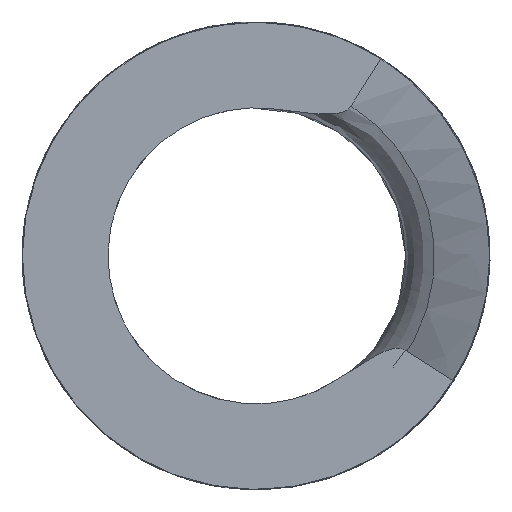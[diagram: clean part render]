
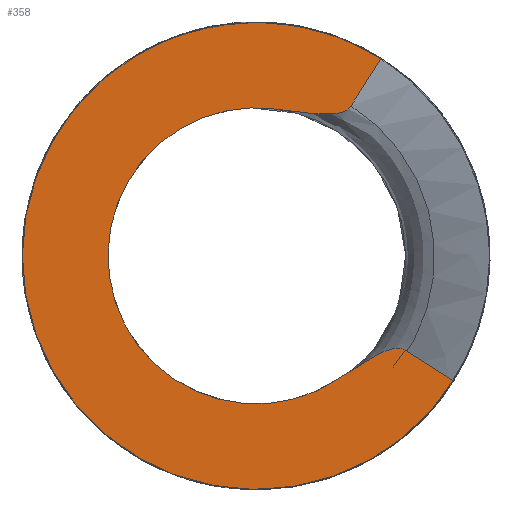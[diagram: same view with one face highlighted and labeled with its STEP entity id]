
A CAD part, front view. The second image highlights one B-rep face of the part: STEP entity #358.
In plain terms, the highlighted planar face has unit normal (0, -1, 0).
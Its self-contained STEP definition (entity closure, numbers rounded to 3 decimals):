
#23=PLANE('',#398);
#42=FACE_OUTER_BOUND('',#62,.T.);
#62=EDGE_LOOP('',(#277,#278,#279,#280,#281,#282,#283));
#73=CIRCLE('',#383,2.534);
#78=CIRCLE('',#397,4.);
#79=CIRCLE('',#399,4.);
#103=B_SPLINE_CURVE_WITH_KNOTS('',3,(#859,#860,#861,#862,#863,#864,#865,
#866,#867,#868),.UNSPECIFIED.,.F.,.F.,(4,2,2,2,4),(0.,0.008,
0.018,0.036,0.092),.UNSPECIFIED.);
#104=B_SPLINE_CURVE_WITH_KNOTS('',3,(#869,#870,#871,#872,#873,#874,#875,
#876,#877,#878,#879,#880,#881,#882,#883,#884),.UNSPECIFIED.,.F.,.F.,(4,
2,2,2,2,2,2,4),(0.,0.026,0.051,0.074,
0.105,0.119,0.126,0.132),
 .UNSPECIFIED.);
#125=LINE('',#854,#139);
#126=LINE('',#858,#140);
#139=VECTOR('',#456,10.);
#140=VECTOR('',#459,10.);
#144=VERTEX_POINT('',#484);
#145=VERTEX_POINT('',#491);
#167=VERTEX_POINT('',#809);
#169=VERTEX_POINT('',#812);
#170=VERTEX_POINT('',#853);
#171=VERTEX_POINT('',#855);
#172=VERTEX_POINT('',#857);
#180=EDGE_CURVE('',#145,#144,#73,.T.);
#211=EDGE_CURVE('',#167,#169,#78,.T.);
#214=EDGE_CURVE('',#170,#169,#125,.T.);
#215=EDGE_CURVE('',#171,#167,#79,.T.);
#216=EDGE_CURVE('',#171,#172,#126,.T.);
#217=EDGE_CURVE('',#172,#145,#103,.T.);
#218=EDGE_CURVE('',#144,#170,#104,.T.);
#277=ORIENTED_EDGE('',*,*,#214,.T.);
#278=ORIENTED_EDGE('',*,*,#211,.F.);
#279=ORIENTED_EDGE('',*,*,#215,.F.);
#280=ORIENTED_EDGE('',*,*,#216,.T.);
#281=ORIENTED_EDGE('',*,*,#217,.T.);
#282=ORIENTED_EDGE('',*,*,#180,.T.);
#283=ORIENTED_EDGE('',*,*,#218,.T.);
#358=ADVANCED_FACE('',(#42),#23,.T.);
#383=AXIS2_PLACEMENT_3D('',#492,#414,#415);
#397=AXIS2_PLACEMENT_3D('',#813,#452,#453);
#398=AXIS2_PLACEMENT_3D('',#852,#454,#455);
#399=AXIS2_PLACEMENT_3D('',#856,#457,#458);
#414=DIRECTION('center_axis',(0.,1.,0.));
#415=DIRECTION('ref_axis',(-1.,0.,0.));
#452=DIRECTION('center_axis',(0.,1.,0.));
#453=DIRECTION('ref_axis',(1.,0.,0.));
#454=DIRECTION('center_axis',(0.,-1.,0.));
#455=DIRECTION('ref_axis',(0.,0.,-1.));
#456=DIRECTION('',(0.535,0.,0.845));
#457=DIRECTION('center_axis',(0.,1.,0.));
#458=DIRECTION('ref_axis',(1.,0.,0.));
#459=DIRECTION('',(-0.845,0.,0.535));
#484=CARTESIAN_POINT('',(0.336,-54.835,2.512));
#491=CARTESIAN_POINT('',(1.401,-54.835,-2.111));
#492=CARTESIAN_POINT('Origin',(0.,-54.835,
0.));
#809=CARTESIAN_POINT('',(-4.,-54.835,0.));
#812=CARTESIAN_POINT('',(2.141,-54.835,3.379));
#813=CARTESIAN_POINT('Origin',(0.,-54.835,0.));
#852=CARTESIAN_POINT('Origin',(0.,-54.835,0.));
#853=CARTESIAN_POINT('',(1.625,-54.835,2.564));
#854=CARTESIAN_POINT('',(0.535,-54.835,0.845));
#855=CARTESIAN_POINT('',(3.379,-54.835,-2.141));
#856=CARTESIAN_POINT('Origin',(0.,-54.835,0.));
#857=CARTESIAN_POINT('',(2.552,-54.835,-1.617));
#858=CARTESIAN_POINT('',(3.379,-54.835,-2.141));
#859=CARTESIAN_POINT('Ctrl Pts',(2.552,-54.835,-1.617));
#860=CARTESIAN_POINT('Ctrl Pts',(2.53,-54.835,-1.603));
#861=CARTESIAN_POINT('Ctrl Pts',(2.506,-54.835,-1.594));
#862=CARTESIAN_POINT('Ctrl Pts',(2.447,-54.835,-1.582));
#863=CARTESIAN_POINT('Ctrl Pts',(2.411,-54.835,-1.582));
#864=CARTESIAN_POINT('Ctrl Pts',(2.32,-54.835,-1.593));
#865=CARTESIAN_POINT('Ctrl Pts',(2.26,-54.835,-1.612));
#866=CARTESIAN_POINT('Ctrl Pts',(2.033,-54.835,-1.702));
#867=CARTESIAN_POINT('Ctrl Pts',(1.81,-54.835,-1.84));
#868=CARTESIAN_POINT('Ctrl Pts',(1.402,-54.835,-2.111));
#869=CARTESIAN_POINT('Ctrl Pts',(0.336,-54.835,2.512));
#870=CARTESIAN_POINT('Ctrl Pts',(0.423,-54.835,2.5));
#871=CARTESIAN_POINT('Ctrl Pts',(0.529,-54.835,2.486));
#872=CARTESIAN_POINT('Ctrl Pts',(0.707,-54.835,2.464));
#873=CARTESIAN_POINT('Ctrl Pts',(0.804,-54.835,2.452));
#874=CARTESIAN_POINT('Ctrl Pts',(0.974,-54.835,2.436));
#875=CARTESIAN_POINT('Ctrl Pts',(1.061,-54.835,2.429));
#876=CARTESIAN_POINT('Ctrl Pts',(1.258,-54.835,2.423));
#877=CARTESIAN_POINT('Ctrl Pts',(1.361,-54.835,2.429));
#878=CARTESIAN_POINT('Ctrl Pts',(1.482,-54.835,2.46));
#879=CARTESIAN_POINT('Ctrl Pts',(1.52,-54.835,2.474));
#880=CARTESIAN_POINT('Ctrl Pts',(1.567,-54.835,2.503));
#881=CARTESIAN_POINT('Ctrl Pts',(1.581,-54.835,2.514));
#882=CARTESIAN_POINT('Ctrl Pts',(1.605,-54.835,2.537));
#883=CARTESIAN_POINT('Ctrl Pts',(1.616,-54.835,2.55));
#884=CARTESIAN_POINT('Ctrl Pts',(1.625,-54.835,2.564));
